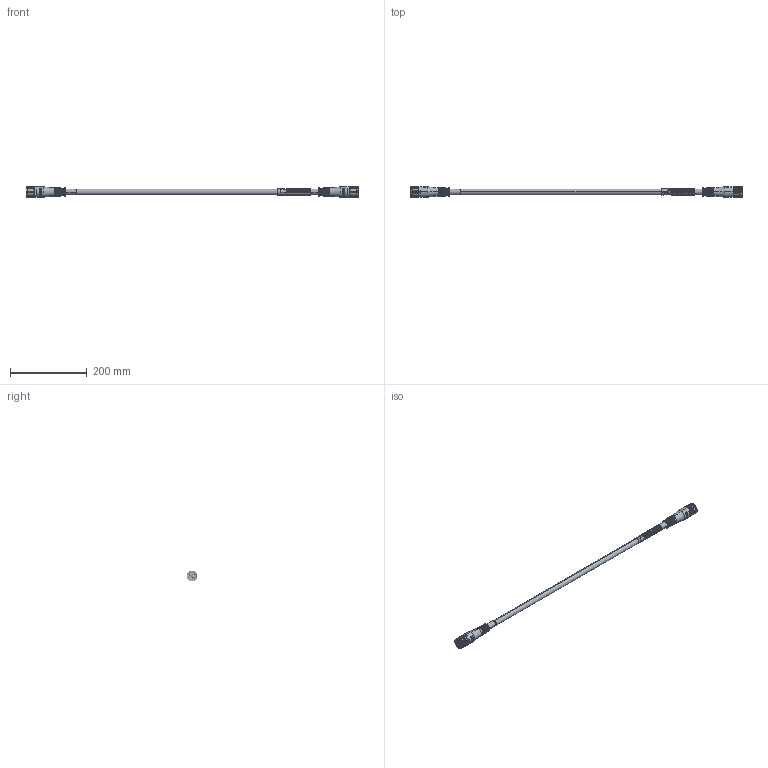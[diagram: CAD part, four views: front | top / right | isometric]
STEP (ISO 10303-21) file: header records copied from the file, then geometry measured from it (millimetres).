
FILE_DESCRIPTION((''),'2;1');
FILE_NAME('175R8803_ASM','2018-06-26T',('U254953'),('Danfoss Drives A/S'),'CREO PARAMETRIC BY PTC INC, 2015480','CREO PARAMETRIC BY PTC INC, 2015480','');
FILE_SCHEMA(('CONFIG_CONTROL_DESIGN','GEOMETRIC_VALIDATION_PROPERTIES_MIM'));
Products named in the file (5): 175G8800; 175G8801; 175G8803; 175A8800; 175R8803_ASM
Assembly tree (4 placements, depth 2):
  175R8803_ASM
    175G8800
    175G8801
    175G8803
    175A8800
Bounding box: 862.5 x 28.3 x 28.3 mm (x, y, z)
Volume: 208444 mm3; surface area: 72025.7 mm2
Topology: 4 solids, 4 shells, 8757 faces, 24167 edges, 15889 vertices
Faces by surface type: bspline 3370, plane 2940, cylinder 1402, torus 452, cone 374, extrusion 144, sphere 75
Entity records: 366886 total; most frequent: CARTESIAN_POINT 166948, ORIENTED_EDGE 48276, DIRECTION 30305, EDGE_CURVE 24138, VERTEX_POINT 15889, AXIS2_PLACEMENT_3D 10175, VECTOR 9955, LINE 9811
